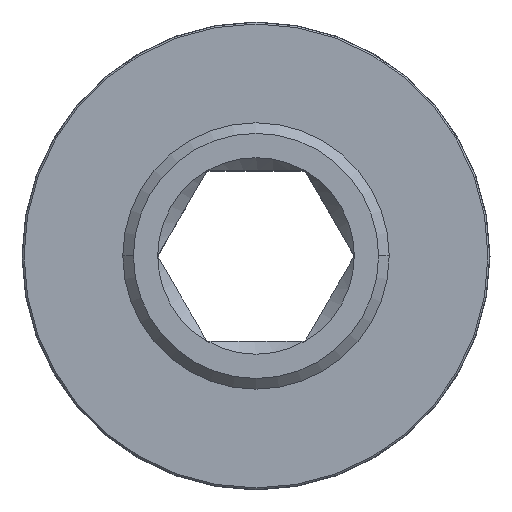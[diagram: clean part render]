
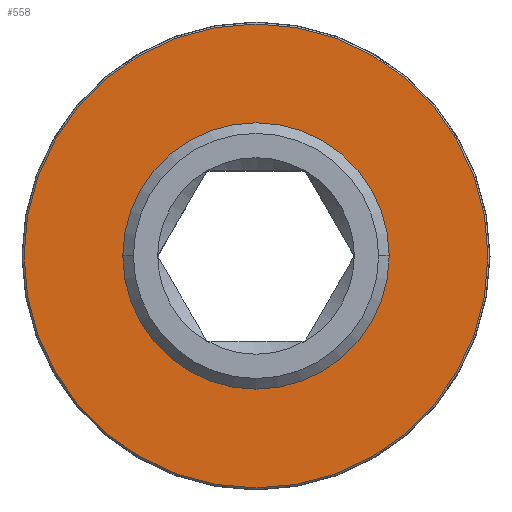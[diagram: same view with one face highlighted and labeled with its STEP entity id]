
A CAD part, top view. The second image highlights one B-rep face of the part: STEP entity #558.
In plain terms, the highlighted planar face has unit normal (0, 0, 1).
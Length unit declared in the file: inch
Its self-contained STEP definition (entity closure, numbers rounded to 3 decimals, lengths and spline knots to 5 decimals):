
#37 = CARTESIAN_POINT ( 'NONE',  ( 0., 0., 0.0625 ) ) ;
#70 = EDGE_CURVE ( 'NONE', #2231, #1874, #1185, .T. ) ;
#168 = DIRECTION ( 'NONE',  ( 1., 0., 0. ) ) ;
#325 = DIRECTION ( 'NONE',  ( 1., 0., 0. ) ) ;
#333 = AXIS2_PLACEMENT_3D ( 'NONE', #37, #3107, #325 ) ;
#445 = CIRCLE ( 'NONE', #333, 0.6814 ) ;
#558 = ADVANCED_FACE ( 'NONE', ( #1405, #1347 ), #3064, .T. ) ;
#951 = CIRCLE ( 'NONE', #1666, 0.6814 ) ;
#1077 = CARTESIAN_POINT ( 'NONE',  ( 0., 0., 0.0625 ) ) ;
#1115 = CARTESIAN_POINT ( 'NONE',  ( 0., 0., 0.0625 ) ) ;
#1185 = CIRCLE ( 'NONE', #1896, 0.39125 ) ;
#1226 = CARTESIAN_POINT ( 'NONE',  ( 0., 0., 0.0625 ) ) ;
#1246 = CARTESIAN_POINT ( 'NONE',  ( 0.39125, 0., 0.0625 ) ) ;
#1331 = DIRECTION ( 'NONE',  ( 1., 0., 0. ) ) ;
#1347 = FACE_BOUND ( 'NONE', #1511, .T. ) ;
#1405 = FACE_OUTER_BOUND ( 'NONE', #2650, .T. ) ;
#1511 = EDGE_LOOP ( 'NONE', ( #2792, #3059 ) ) ;
#1520 = EDGE_CURVE ( 'NONE', #1874, #2231, #3605, .T. ) ;
#1666 = AXIS2_PLACEMENT_3D ( 'NONE', #1115, #3114, #3421 ) ;
#1681 = EDGE_CURVE ( 'NONE', #2690, #3033, #951, .T. ) ;
#1841 = AXIS2_PLACEMENT_3D ( 'NONE', #1077, #3320, #168 ) ;
#1874 = VERTEX_POINT ( 'NONE', #1246 ) ;
#1896 = AXIS2_PLACEMENT_3D ( 'NONE', #1226, #3456, #2043 ) ;
#2043 = DIRECTION ( 'NONE',  ( 1., 0., 0. ) ) ;
#2202 = CARTESIAN_POINT ( 'NONE',  ( 0., 0., 0.0625 ) ) ;
#2231 = VERTEX_POINT ( 'NONE', #2718 ) ;
#2395 = CARTESIAN_POINT ( 'NONE',  ( 0.6814, 0., 0.0625 ) ) ;
#2650 = EDGE_LOOP ( 'NONE', ( #3439, #2945 ) ) ;
#2690 = VERTEX_POINT ( 'NONE', #2395 ) ;
#2718 = CARTESIAN_POINT ( 'NONE',  ( -0.39125, 0., 0.0625 ) ) ;
#2743 = DIRECTION ( 'NONE',  ( 0., 0., 1. ) ) ;
#2792 = ORIENTED_EDGE ( 'NONE', *, *, #1520, .F. ) ;
#2945 = ORIENTED_EDGE ( 'NONE', *, *, #1681, .T. ) ;
#3033 = VERTEX_POINT ( 'NONE', #3436 ) ;
#3059 = ORIENTED_EDGE ( 'NONE', *, *, #70, .F. ) ;
#3064 = PLANE ( 'NONE',  #3369 ) ;
#3107 = DIRECTION ( 'NONE',  ( 0., 0., 1. ) ) ;
#3114 = DIRECTION ( 'NONE',  ( 0., 0., 1. ) ) ;
#3320 = DIRECTION ( 'NONE',  ( 0., 0., 1. ) ) ;
#3369 = AXIS2_PLACEMENT_3D ( 'NONE', #2202, #2743, #1331 ) ;
#3421 = DIRECTION ( 'NONE',  ( 1., 0., 0. ) ) ;
#3436 = CARTESIAN_POINT ( 'NONE',  ( -0.6814, 0., 0.0625 ) ) ;
#3439 = ORIENTED_EDGE ( 'NONE', *, *, #3442, .T. ) ;
#3442 = EDGE_CURVE ( 'NONE', #3033, #2690, #445, .T. ) ;
#3456 = DIRECTION ( 'NONE',  ( 0., 0., 1. ) ) ;
#3605 = CIRCLE ( 'NONE', #1841, 0.39125 ) ;
